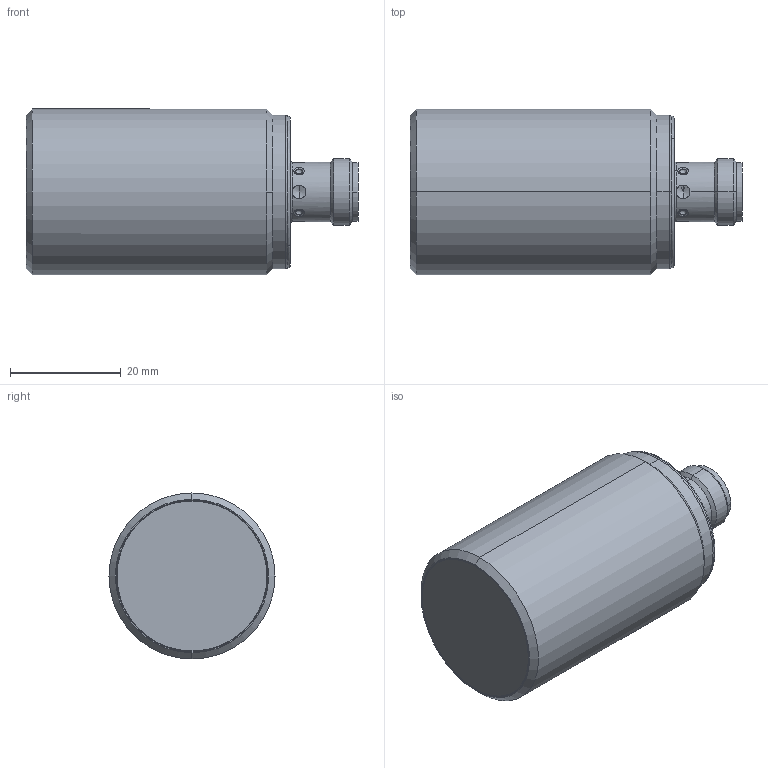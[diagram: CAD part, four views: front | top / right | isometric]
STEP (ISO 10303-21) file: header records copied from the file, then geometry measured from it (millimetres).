
FILE_DESCRIPTION (( 'STEP AP214' ), '1' );
FILE_NAME ('PNT-AP-3H.step', '2018-04-17T20:01:31', ( '' ), ( '' ), 'SwSTEP 2.0', 'SolidWorks 2017', '' );
FILE_SCHEMA (( 'AUTOMOTIVE_DESIGN' ));
Length unit declared in the file: inch
Products named in the file (1): PNT-AP-3H
Bounding box: 60 x 30 x 30 mm (x, y, z)
Volume: 31697.8 mm3; surface area: 16239 mm2
Topology: 1 solids, 6 shells, 660 faces, 1833 edges, 1191 vertices
Faces by surface type: plane 260, cylinder 164, bspline 145, cone 91
Entity records: 26946 total; most frequent: CARTESIAN_POINT 10695, ORIENTED_EDGE 3650, DIRECTION 3138, EDGE_CURVE 1825, VERTEX_POINT 1191, AXIS2_PLACEMENT_3D 1161, VECTOR 816, LINE 816
